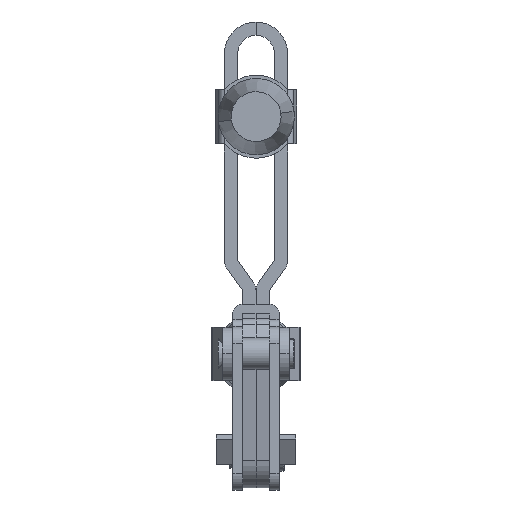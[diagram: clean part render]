
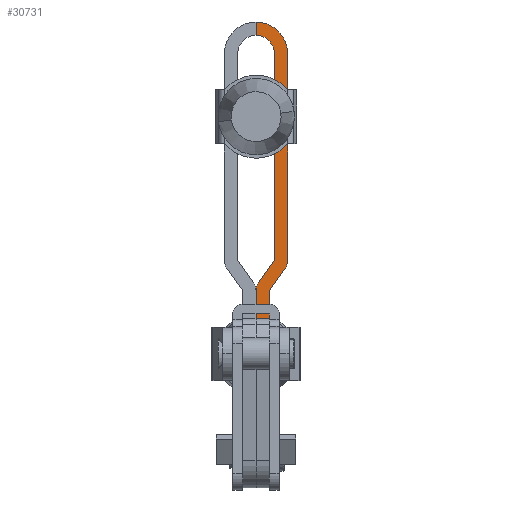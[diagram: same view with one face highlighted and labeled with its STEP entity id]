
A CAD part, front view. The second image highlights one B-rep face of the part: STEP entity #30731.
In plain terms, the highlighted face is planar.
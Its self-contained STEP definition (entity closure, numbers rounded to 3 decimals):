
#11899 = VECTOR ( 'NONE', #11902, 1000. ) ;
#11900 = LINE ( 'NONE', #11903, #11899 ) ;
#11902 = DIRECTION ( 'NONE',  ( -1., 0., 0. ) ) ;
#11903 = CARTESIAN_POINT ( 'NONE',  ( -140.201, -5.503, 8. ) ) ;
#11904 = CARTESIAN_POINT ( 'NONE',  ( -130.7, -5.503, 8. ) ) ;
#11925 = CARTESIAN_POINT ( 'NONE',  ( -68.398, -5.503, 8. ) ) ;
#12071 = CARTESIAN_POINT ( 'NONE',  ( 0., 3.998, 8. ) ) ;
#12072 = LINE ( 'NONE', #12071, #12125 ) ;
#12124 = DIRECTION ( 'NONE',  ( -1., 0., 0. ) ) ;
#12125 = VECTOR ( 'NONE', #12124, 1000. ) ;
#12350 = DIRECTION ( 'NONE',  ( 0., 0., 1. ) ) ;
#12359 = CIRCLE ( 'NONE', #12361, 3.998 ) ;
#12360 = CARTESIAN_POINT ( 'NONE',  ( -59.4, 0., 8. ) ) ;
#12361 = AXIS2_PLACEMENT_3D ( 'NONE', #12360, #12350, #12407 ) ;
#12373 = DIRECTION ( 'NONE',  ( -0.814, -0.58, 0. ) ) ;
#12374 = VECTOR ( 'NONE', #12373, 1000. ) ;
#12375 = CARTESIAN_POINT ( 'NONE',  ( -68.398, -1.503, 8. ) ) ;
#12376 = LINE ( 'NONE', #12375, #12374 ) ;
#12377 = CARTESIAN_POINT ( 'NONE',  ( -61.72, 3.256, 8. ) ) ;
#12379 = CARTESIAN_POINT ( 'NONE',  ( -51.022, 3.998, 8. ) ) ;
#12384 = CARTESIAN_POINT ( 'NONE',  ( -140.201, 3.998, 8. ) ) ;
#12402 = CARTESIAN_POINT ( 'NONE',  ( -59.4, 3.998, 8. ) ) ;
#12407 = DIRECTION ( 'NONE',  ( 1., 0., 0. ) ) ;
#12417 = CIRCLE ( 'NONE', #12440, 5.501 ) ;
#12427 = CARTESIAN_POINT ( 'NONE',  ( -130.7, 3.998, 8. ) ) ;
#12428 = DIRECTION ( 'NONE',  ( 1., 0., 0. ) ) ;
#12429 = DIRECTION ( 'NONE',  ( 0., 0., 1. ) ) ;
#12430 = CARTESIAN_POINT ( 'NONE',  ( -130.7, 3.998, 8. ) ) ;
#12431 = AXIS2_PLACEMENT_3D ( 'NONE', #12430, #12429, #12428 ) ;
#12432 = CIRCLE ( 'NONE', #12431, 9.501 ) ;
#12440 = AXIS2_PLACEMENT_3D ( 'NONE', #12427, #12470, #12469 ) ;
#12445 = LINE ( 'NONE', #12498, #12497 ) ;
#12451 = CARTESIAN_POINT ( 'NONE',  ( -130.7, -1.503, 8. ) ) ;
#12463 = CARTESIAN_POINT ( 'NONE',  ( -68.398, -1.503, 8. ) ) ;
#12469 = DIRECTION ( 'NONE',  ( 1., 0., 0. ) ) ;
#12470 = DIRECTION ( 'NONE',  ( 0., 0., -1. ) ) ;
#12471 = CARTESIAN_POINT ( 'NONE',  ( -136.201, 3.998, 8. ) ) ;
#12496 = DIRECTION ( 'NONE',  ( -1., 0., 0. ) ) ;
#12497 = VECTOR ( 'NONE', #12496, 1000. ) ;
#12498 = CARTESIAN_POINT ( 'NONE',  ( -68.398, -1.503, 8. ) ) ;
#12507 = DIRECTION ( 'NONE',  ( 1., 0., 0. ) ) ;
#12508 = DIRECTION ( 'NONE',  ( 0., 0., 1. ) ) ;
#12509 = AXIS2_PLACEMENT_3D ( 'NONE', #12516, #12508, #12507 ) ;
#12510 = CIRCLE ( 'NONE', #12509, 4. ) ;
#12516 = CARTESIAN_POINT ( 'NONE',  ( -68.398, -1.503, 8. ) ) ;
#12521 = DIRECTION ( 'NONE',  ( 1., 0., 0. ) ) ;
#12522 = VECTOR ( 'NONE', #12521, 1000. ) ;
#12523 = CARTESIAN_POINT ( 'NONE',  ( 0., 0., 8. ) ) ;
#12524 = LINE ( 'NONE', #12523, #12522 ) ;
#12525 = CARTESIAN_POINT ( 'NONE',  ( -66.076, -4.76, 8. ) ) ;
#12538 = DIRECTION ( 'NONE',  ( 0., 0., 1. ) ) ;
#12554 = DIRECTION ( 'NONE',  ( 0.814, 0.581, 0. ) ) ;
#12555 = VECTOR ( 'NONE', #12554, 1000. ) ;
#12556 = CARTESIAN_POINT ( 'NONE',  ( -59.4, 0., 8. ) ) ;
#12557 = LINE ( 'NONE', #12556, #12555 ) ;
#12573 = VECTOR ( 'NONE', #12576, 1000. ) ;
#12575 = DIRECTION ( 'NONE',  ( 1., 0., 0. ) ) ;
#12576 = DIRECTION ( 'NONE',  ( 0., -1., 0. ) ) ;
#12577 = CARTESIAN_POINT ( 'NONE',  ( -51.022, 29.497, 8. ) ) ;
#12578 = LINE ( 'NONE', #12577, #12573 ) ;
#12581 = AXIS2_PLACEMENT_3D ( 'NONE', #12586, #12538, #12575 ) ;
#12586 = CARTESIAN_POINT ( 'NONE',  ( -140.201, 29.497, 8. ) ) ;
#12590 = FACE_OUTER_BOUND ( 'NONE', #30749, .T. ) ;
#12592 = DIRECTION ( 'NONE',  ( -1., 0., 0. ) ) ;
#12593 = VECTOR ( 'NONE', #12592, 1000. ) ;
#12594 = CARTESIAN_POINT ( 'NONE',  ( -136.201, 3.998, 8. ) ) ;
#12595 = LINE ( 'NONE', #12594, #12593 ) ;
#12596 = PLANE ( 'NONE',  #12581 ) ;
#12625 = CARTESIAN_POINT ( 'NONE',  ( -59.4, 0., 8. ) ) ;
#12626 = CARTESIAN_POINT ( 'NONE',  ( -51.022, 0., 8. ) ) ;
#30311 = VERTEX_POINT ( 'NONE', #11925 ) ;
#30315 = VERTEX_POINT ( 'NONE', #11904 ) ;
#30331 = EDGE_CURVE ( 'NONE', #30311, #30315, #11900, .T. ) ;
#30418 = EDGE_CURVE ( 'NONE', #30560, #30559, #12072, .T. ) ;
#30507 = EDGE_CURVE ( 'NONE', #30521, #30607, #12376, .T. ) ;
#30521 = VERTEX_POINT ( 'NONE', #12377 ) ;
#30532 = EDGE_CURVE ( 'NONE', #30559, #30521, #12359, .T. ) ;
#30559 = VERTEX_POINT ( 'NONE', #12402 ) ;
#30560 = VERTEX_POINT ( 'NONE', #12379 ) ;
#30583 = VERTEX_POINT ( 'NONE', #12384 ) ;
#30586 = EDGE_CURVE ( 'NONE', #30583, #30315, #12432, .T. ) ;
#30597 = EDGE_CURVE ( 'NONE', #30616, #30599, #12417, .T. ) ;
#30599 = VERTEX_POINT ( 'NONE', #12471 ) ;
#30607 = VERTEX_POINT ( 'NONE', #12463 ) ;
#30616 = VERTEX_POINT ( 'NONE', #12451 ) ;
#30625 = EDGE_CURVE ( 'NONE', #30607, #30616, #12445, .T. ) ;
#30654 = EDGE_CURVE ( 'NONE', #30785, #30764, #12524, .T. ) ;
#30661 = VERTEX_POINT ( 'NONE', #12525 ) ;
#30669 = ORIENTED_EDGE ( 'NONE', *, *, #30734, .T. ) ;
#30671 = EDGE_CURVE ( 'NONE', #30311, #30661, #12510, .T. ) ;
#30686 = EDGE_CURVE ( 'NONE', #30661, #30785, #12557, .T. ) ;
#30711 = EDGE_CURVE ( 'NONE', #30599, #30583, #12595, .T. ) ;
#30725 = ORIENTED_EDGE ( 'NONE', *, *, #30671, .F. ) ;
#30727 = ORIENTED_EDGE ( 'NONE', *, *, #30654, .F. ) ;
#30731 = ADVANCED_FACE ( 'NONE', ( #12590 ), #12596, .F. ) ;
#30732 = ORIENTED_EDGE ( 'NONE', *, *, #30331, .T. ) ;
#30734 = EDGE_CURVE ( 'NONE', #30560, #30764, #12578, .T. ) ;
#30749 = EDGE_LOOP ( 'NONE', ( #30669, #30727, #30846, #30725, #30732, #30849, #30850, #30847, #30853, #30848, #30856, #30851 ) ) ;
#30764 = VERTEX_POINT ( 'NONE', #12626 ) ;
#30785 = VERTEX_POINT ( 'NONE', #12625 ) ;
#30846 = ORIENTED_EDGE ( 'NONE', *, *, #30686, .F. ) ;
#30847 = ORIENTED_EDGE ( 'NONE', *, *, #30597, .F. ) ;
#30848 = ORIENTED_EDGE ( 'NONE', *, *, #30507, .F. ) ;
#30849 = ORIENTED_EDGE ( 'NONE', *, *, #30586, .F. ) ;
#30850 = ORIENTED_EDGE ( 'NONE', *, *, #30711, .F. ) ;
#30851 = ORIENTED_EDGE ( 'NONE', *, *, #30418, .F. ) ;
#30853 = ORIENTED_EDGE ( 'NONE', *, *, #30625, .F. ) ;
#30856 = ORIENTED_EDGE ( 'NONE', *, *, #30532, .F. ) ;
